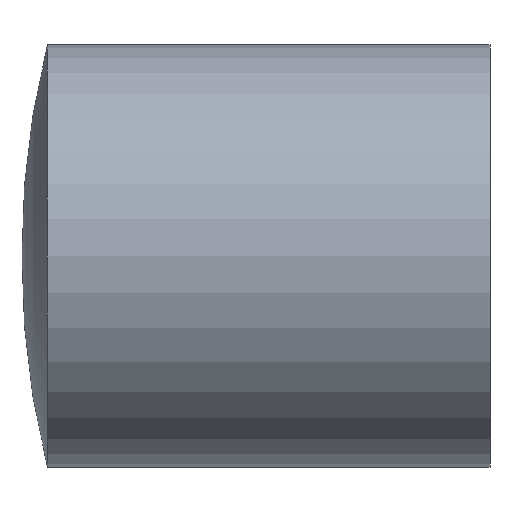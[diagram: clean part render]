
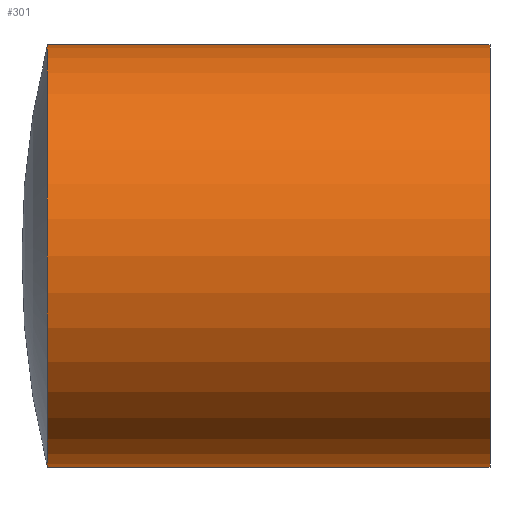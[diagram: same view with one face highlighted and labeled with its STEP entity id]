
A CAD part, left-side view. The second image highlights one B-rep face of the part: STEP entity #301.
In plain terms, the highlighted cylindrical face has radius 31.5 mm (diameter 63 mm), a partial arc.
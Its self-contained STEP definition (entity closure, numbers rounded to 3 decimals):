
#2 = AXIS2_PLACEMENT_3D ( 'NONE', #270, #51, #151 ) ;
#41 = EDGE_CURVE ( 'NONE', #169, #222, #69, .T. ) ;
#48 = EDGE_CURVE ( 'NONE', #296, #222, #118, .T. ) ;
#51 = DIRECTION ( 'NONE',  ( 0., -1., 0. ) ) ;
#63 = DIRECTION ( 'NONE',  ( 0., -1., 0. ) ) ;
#68 = DIRECTION ( 'NONE',  ( 0., 0., -1. ) ) ;
#69 = LINE ( 'NONE', #167, #170 ) ;
#70 = ORIENTED_EDGE ( 'NONE', *, *, #110, .T. ) ;
#74 = FACE_OUTER_BOUND ( 'NONE', #178, .T. ) ;
#110 = EDGE_CURVE ( 'NONE', #263, #169, #281, .T. ) ;
#118 = CIRCLE ( 'NONE', #255, 31.5 ) ;
#124 = CARTESIAN_POINT ( 'NONE',  ( 0., 0., 31.5 ) ) ;
#144 = CARTESIAN_POINT ( 'NONE',  ( 0., 0., 0. ) ) ;
#145 = ORIENTED_EDGE ( 'NONE', *, *, #48, .F. ) ;
#151 = DIRECTION ( 'NONE',  ( 0., 0., -1. ) ) ;
#167 = CARTESIAN_POINT ( 'NONE',  ( 0., 0., -31.5 ) ) ;
#169 = VERTEX_POINT ( 'NONE', #208 ) ;
#170 = VECTOR ( 'NONE', #262, 1000. ) ;
#172 = CYLINDRICAL_SURFACE ( 'NONE', #2, 31.5 ) ;
#173 = CARTESIAN_POINT ( 'NONE',  ( 0., 66., 31.5 ) ) ;
#178 = EDGE_LOOP ( 'NONE', ( #265, #70, #200, #145 ) ) ;
#186 = EDGE_CURVE ( 'NONE', #263, #296, #280, .T. ) ;
#193 = DIRECTION ( 'NONE',  ( 0., 0., -1. ) ) ;
#197 = CARTESIAN_POINT ( 'NONE',  ( 0., 0., 31.5 ) ) ;
#200 = ORIENTED_EDGE ( 'NONE', *, *, #41, .T. ) ;
#208 = CARTESIAN_POINT ( 'NONE',  ( 0., 66., -31.5 ) ) ;
#216 = VECTOR ( 'NONE', #63, 1000. ) ;
#222 = VERTEX_POINT ( 'NONE', #232 ) ;
#232 = CARTESIAN_POINT ( 'NONE',  ( 0., 0., -31.5 ) ) ;
#241 = AXIS2_PLACEMENT_3D ( 'NONE', #298, #284, #68 ) ;
#254 = DIRECTION ( 'NONE',  ( 0., -1., 0. ) ) ;
#255 = AXIS2_PLACEMENT_3D ( 'NONE', #144, #254, #193 ) ;
#262 = DIRECTION ( 'NONE',  ( 0., -1., 0. ) ) ;
#263 = VERTEX_POINT ( 'NONE', #173 ) ;
#265 = ORIENTED_EDGE ( 'NONE', *, *, #186, .F. ) ;
#270 = CARTESIAN_POINT ( 'NONE',  ( 0., 0., 0. ) ) ;
#280 = LINE ( 'NONE', #197, #216 ) ;
#281 = CIRCLE ( 'NONE', #241, 31.5 ) ;
#284 = DIRECTION ( 'NONE',  ( 0., -1., 0. ) ) ;
#296 = VERTEX_POINT ( 'NONE', #124 ) ;
#298 = CARTESIAN_POINT ( 'NONE',  ( 0., 66., 0. ) ) ;
#301 = ADVANCED_FACE ( 'NONE', ( #74 ), #172, .T. ) ;
